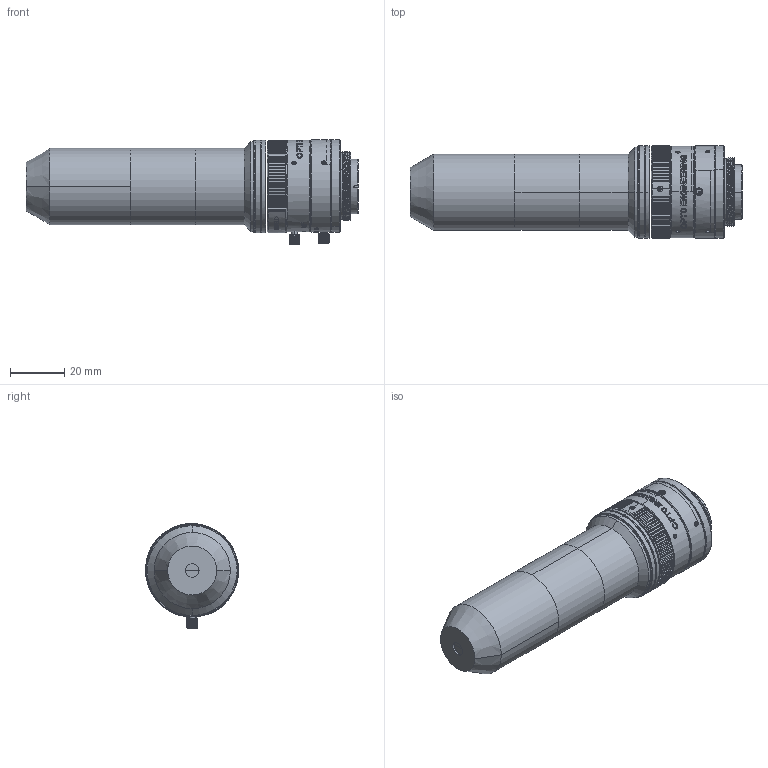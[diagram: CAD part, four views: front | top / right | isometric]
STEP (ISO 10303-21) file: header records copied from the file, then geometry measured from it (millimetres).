
FILE_DESCRIPTION (( 'STEP AP203' ), '1' );
FILE_NAME ('DP33110-A_PCHIL023.step', '2023-12-06T11:38:36', ( '' ), ( '' ), 'SwSTEP 2.0', 'SolidWorks 2021', '' );
FILE_SCHEMA (( 'CONFIG_CONTROL_DESIGN' ));
Length unit declared in the file: millimetre
Products named in the file (1): DP33110-A_PCHIL023
Bounding box: 121.92 x 34.14 x 38.5 mm (x, y, z)
Surface area: 16796.5 mm2 (no closed solid volume)
Topology: 0 solids, 34 shells, 916 faces, 3250 edges, 2279 vertices
Faces by surface type: plane 402, cylinder 243, cone 180, bspline 87, sphere 2, torus 2
Entity records: 44758 total; most frequent: CARTESIAN_POINT 19320, ORIENTED_EDGE 5186, DIRECTION 4593, EDGE_CURVE 3250, VERTEX_POINT 2279, AXIS2_PLACEMENT_3D 1695, VECTOR 1203, LINE 1203
